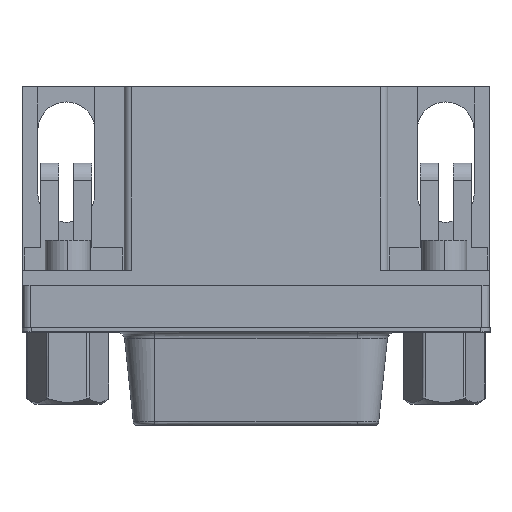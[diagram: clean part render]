
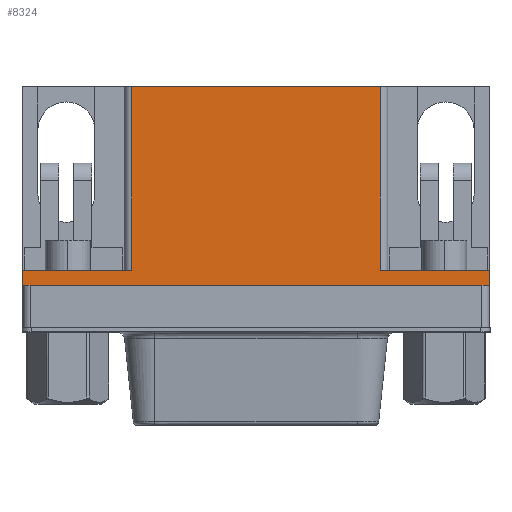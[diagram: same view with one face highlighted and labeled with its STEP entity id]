
A CAD part, top view. The second image highlights one B-rep face of the part: STEP entity #8324.
In plain terms, the highlighted planar face has unit normal (0, 0, 1).
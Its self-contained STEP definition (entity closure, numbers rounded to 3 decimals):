
#4068 = VERTEX_POINT('',#4069);
#4069 = CARTESIAN_POINT('',(-8.25,5.25,
    10.462));
#4076 = EDGE_CURVE('',#4068,#4077,#4079,.T.);
#4077 = VERTEX_POINT('',#4078);
#4078 = CARTESIAN_POINT('',(8.25,5.25,
    10.462));
#4079 = LINE('',#4080,#4081);
#4080 = CARTESIAN_POINT('',(-15.5,5.25,
    10.462));
#4081 = VECTOR('',#4082,1.);
#4082 = DIRECTION('',(1.,0.,0.));
#7978 = VERTEX_POINT('',#7979);
#7979 = CARTESIAN_POINT('',(15.5,-7.95,
    10.462));
#8026 = VERTEX_POINT('',#8027);
#8027 = CARTESIAN_POINT('',(15.5,-6.95,
    10.462));
#8033 = EDGE_CURVE('',#8026,#7978,#8034,.T.);
#8034 = LINE('',#8035,#8036);
#8035 = CARTESIAN_POINT('',(15.5,5.25,
    10.462));
#8036 = VECTOR('',#8037,1.);
#8037 = DIRECTION('',(0.,-1.,0.));
#8066 = VERTEX_POINT('',#8067);
#8067 = CARTESIAN_POINT('',(-15.5,-7.95,
    10.462));
#8073 = EDGE_CURVE('',#8074,#8066,#8076,.T.);
#8074 = VERTEX_POINT('',#8075);
#8075 = CARTESIAN_POINT('',(-15.5,-6.95,
    10.462));
#8076 = LINE('',#8077,#8078);
#8077 = CARTESIAN_POINT('',(-15.5,5.25,
    10.462));
#8078 = VECTOR('',#8079,1.);
#8079 = DIRECTION('',(0.,-1.,0.));
#8306 = EDGE_CURVE('',#8066,#7978,#8307,.T.);
#8307 = LINE('',#8308,#8309);
#8308 = CARTESIAN_POINT('',(-15.5,-7.95,
    10.462));
#8309 = VECTOR('',#8310,1.);
#8310 = DIRECTION('',(1.,0.,0.));
#8324 = ADVANCED_FACE('',(#8325),#8359,.T.);
#8325 = FACE_BOUND('',#8326,.T.);
#8326 = EDGE_LOOP('',(#8327,#8328,#8336,#8342,#8343,#8344,#8345,#8353));
#8327 = ORIENTED_EDGE('',*,*,#4076,.F.);
#8328 = ORIENTED_EDGE('',*,*,#8329,.T.);
#8329 = EDGE_CURVE('',#4068,#8330,#8332,.T.);
#8330 = VERTEX_POINT('',#8331);
#8331 = CARTESIAN_POINT('',(-8.25,-6.95,
    10.462));
#8332 = LINE('',#8333,#8334);
#8333 = CARTESIAN_POINT('',(-8.25,-6.95,
    10.462));
#8334 = VECTOR('',#8335,1.);
#8335 = DIRECTION('',(0.,-1.,0.));
#8336 = ORIENTED_EDGE('',*,*,#8337,.F.);
#8337 = EDGE_CURVE('',#8074,#8330,#8338,.T.);
#8338 = LINE('',#8339,#8340);
#8339 = CARTESIAN_POINT('',(-15.5,-6.95,
    10.462));
#8340 = VECTOR('',#8341,1.);
#8341 = DIRECTION('',(1.,0.,0.));
#8342 = ORIENTED_EDGE('',*,*,#8073,.T.);
#8343 = ORIENTED_EDGE('',*,*,#8306,.T.);
#8344 = ORIENTED_EDGE('',*,*,#8033,.F.);
#8345 = ORIENTED_EDGE('',*,*,#8346,.F.);
#8346 = EDGE_CURVE('',#8347,#8026,#8349,.T.);
#8347 = VERTEX_POINT('',#8348);
#8348 = CARTESIAN_POINT('',(8.25,-6.95,
    10.462));
#8349 = LINE('',#8350,#8351);
#8350 = CARTESIAN_POINT('',(15.5,-6.95,
    10.462));
#8351 = VECTOR('',#8352,1.);
#8352 = DIRECTION('',(1.,0.,0.));
#8353 = ORIENTED_EDGE('',*,*,#8354,.T.);
#8354 = EDGE_CURVE('',#8347,#4077,#8355,.T.);
#8355 = LINE('',#8356,#8357);
#8356 = CARTESIAN_POINT('',(8.25,5.25,
    10.462));
#8357 = VECTOR('',#8358,1.);
#8358 = DIRECTION('',(0.,1.,0.));
#8359 = PLANE('',#8360);
#8360 = AXIS2_PLACEMENT_3D('',#8361,#8362,#8363);
#8361 = CARTESIAN_POINT('',(0.,1.997,10.462));
#8362 = DIRECTION('',(0.,0.,1.));
#8363 = DIRECTION('',(1.,0.,-0.));
